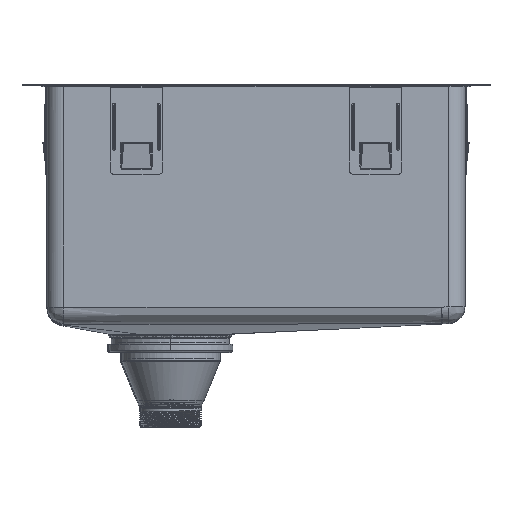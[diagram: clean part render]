
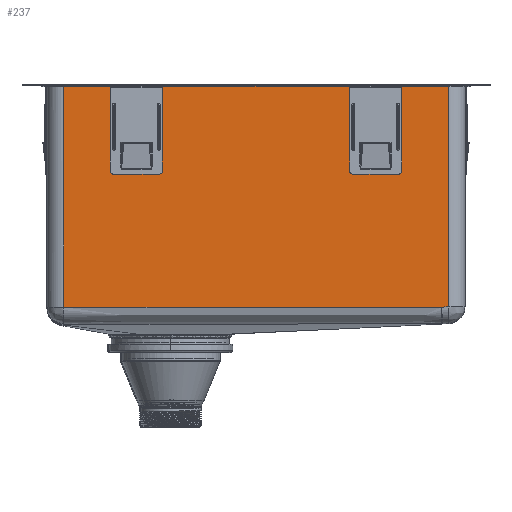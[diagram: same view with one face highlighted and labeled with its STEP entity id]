
A CAD part, left-side view. The second image highlights one B-rep face of the part: STEP entity #237.
In plain terms, the highlighted planar face has unit normal (-1, 0, 0).
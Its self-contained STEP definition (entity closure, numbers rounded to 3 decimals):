
#237=ADVANCED_FACE('',(#1154),#14087,.T.);
#1154=FACE_OUTER_BOUND('',#2021,.T.);
#2021=EDGE_LOOP('',(#3296,#3297,#3298,#3299,#3300));
#3296=ORIENTED_EDGE('',*,*,#7633,.T.);
#3297=ORIENTED_EDGE('',*,*,#7636,.T.);
#3298=ORIENTED_EDGE('',*,*,#7635,.T.);
#3299=ORIENTED_EDGE('',*,*,#7634,.T.);
#3300=ORIENTED_EDGE('',*,*,#7629,.F.);
#7629=EDGE_CURVE('',#12112,#12111,#10642,.T.);
#7633=EDGE_CURVE('',#12112,#12113,#10643,.T.);
#7634=EDGE_CURVE('',#12114,#12111,#10644,.T.);
#7635=EDGE_CURVE('',#12115,#12114,#10645,.T.);
#7636=EDGE_CURVE('',#12113,#12115,#10646,.T.);
#10642=B_SPLINE_CURVE_WITH_KNOTS('',1,(#25039,#25040),.UNSPECIFIED.,.F.,
 .F.,(2,2),(-212.042,0.),.UNSPECIFIED.);
#10643=B_SPLINE_CURVE_WITH_KNOTS('',1,(#25050,#25051),.UNSPECIFIED.,.F.,
 .F.,(2,2),(0.,369.6),.UNSPECIFIED.);
#10644=B_SPLINE_CURVE_WITH_KNOTS('',3,(#25052,#25053,#25054,#25055,#25056,
#25057),.UNSPECIFIED.,.F.,.F.,(4,1,1,4),(-6.265,-4.177,
-2.088,0.),.UNSPECIFIED.);
#10645=B_SPLINE_CURVE_WITH_KNOTS('',3,(#25058,#25059,#25060,#25061,#25062,
#25063,#25064,#25065,#25066,#25067,#25068,#25069),.UNSPECIFIED.,.F.,.F.,
(4,1,1,1,1,1,1,1,1,4),(-363.342,-322.971,-282.599,
-242.228,-201.857,-161.485,-121.114,
-80.743,-40.371,0.),.UNSPECIFIED.);
#10646=B_SPLINE_CURVE_WITH_KNOTS('',1,(#25070,#25071),.UNSPECIFIED.,.F.,
 .F.,(2,2),(-212.439,0.),.UNSPECIFIED.);
#12111=VERTEX_POINT('',#23681);
#12112=VERTEX_POINT('',#23682);
#12113=VERTEX_POINT('',#23683);
#12114=VERTEX_POINT('',#23684);
#12115=VERTEX_POINT('',#23685);
#14087=PLANE('',#14526);
#14526=AXIS2_PLACEMENT_3D('',#19170,#15039,$);
#15039=DIRECTION('',(-1.,0.,0.));
#19170=CARTESIAN_POINT('',(-499.749,-288.374,21.859));
#23681=CARTESIAN_POINT('',(-499.749,-250.304,-212.542));
#23682=CARTESIAN_POINT('',(-499.749,-250.304,-0.5));
#23683=CARTESIAN_POINT('',(-499.749,119.296,-0.5));
#23684=CARTESIAN_POINT('',(-499.749,-244.046,-212.828));
#23685=CARTESIAN_POINT('',(-499.749,119.296,-212.939));
#25039=CARTESIAN_POINT('',(-499.749,-250.304,-0.5));
#25040=CARTESIAN_POINT('',(-499.749,-250.304,-212.542));
#25050=CARTESIAN_POINT('',(-499.749,-250.304,-0.5));
#25051=CARTESIAN_POINT('',(-499.749,119.296,-0.5));
#25052=CARTESIAN_POINT('',(-499.749,-244.046,-212.828));
#25053=CARTESIAN_POINT('',(-499.749,-244.723,-212.797));
#25054=CARTESIAN_POINT('',(-499.749,-246.089,-212.735));
#25055=CARTESIAN_POINT('',(-499.749,-248.175,-212.64));
#25056=CARTESIAN_POINT('',(-499.749,-249.59,-212.575));
#25057=CARTESIAN_POINT('',(-499.749,-250.304,-212.542));
#25058=CARTESIAN_POINT('',(-499.749,119.296,-212.939));
#25059=CARTESIAN_POINT('',(-499.749,99.687,-212.955));
#25060=CARTESIAN_POINT('',(-499.749,62.152,-212.981));
#25061=CARTESIAN_POINT('',(-499.749,11.046,-212.997));
#25062=CARTESIAN_POINT('',(-499.749,-35.297,-212.994));
#25063=CARTESIAN_POINT('',(-499.749,-77.541,-212.978));
#25064=CARTESIAN_POINT('',(-499.749,-116.096,-212.953));
#25065=CARTESIAN_POINT('',(-499.749,-151.582,-212.923));
#25066=CARTESIAN_POINT('',(-499.749,-184.016,-212.892));
#25067=CARTESIAN_POINT('',(-499.749,-213.69,-212.861));
#25068=CARTESIAN_POINT('',(-499.749,-233.974,-212.839));
#25069=CARTESIAN_POINT('',(-499.749,-244.046,-212.828));
#25070=CARTESIAN_POINT('',(-499.749,119.296,-0.5));
#25071=CARTESIAN_POINT('',(-499.749,119.296,-212.939));
